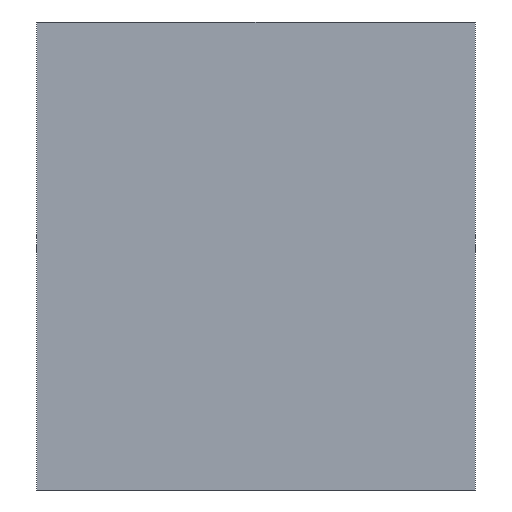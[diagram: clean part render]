
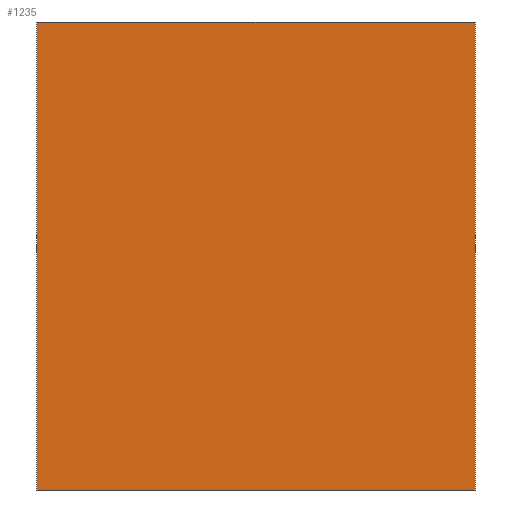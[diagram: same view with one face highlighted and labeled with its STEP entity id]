
A CAD part, front view. The second image highlights one B-rep face of the part: STEP entity #1235.
In plain terms, the highlighted planar face has unit normal (0, -1, 0).
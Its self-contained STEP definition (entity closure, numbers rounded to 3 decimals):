
#29=FACE_OUTER_BOUND('',#91,.T.);
#91=EDGE_LOOP('',(#855,#856,#857,#858));
#181=LINE('',#1752,#361);
#182=LINE('',#1755,#362);
#183=LINE('',#1757,#363);
#184=LINE('',#1758,#364);
#361=VECTOR('',#1431,10.);
#362=VECTOR('',#1434,10.);
#363=VECTOR('',#1435,10.);
#364=VECTOR('',#1436,10.);
#527=VERTEX_POINT('',#1748);
#528=VERTEX_POINT('',#1750);
#529=VERTEX_POINT('',#1754);
#530=VERTEX_POINT('',#1756);
#661=EDGE_CURVE('',#527,#528,#181,.T.);
#662=EDGE_CURVE('',#529,#527,#182,.T.);
#663=EDGE_CURVE('',#530,#528,#183,.T.);
#664=EDGE_CURVE('',#529,#530,#184,.T.);
#855=ORIENTED_EDGE('',*,*,#662,.T.);
#856=ORIENTED_EDGE('',*,*,#661,.T.);
#857=ORIENTED_EDGE('',*,*,#663,.F.);
#858=ORIENTED_EDGE('',*,*,#664,.F.);
#1173=PLANE('',#1311);
#1235=ADVANCED_FACE('',(#29),#1173,.T.);
#1311=AXIS2_PLACEMENT_3D('',#1753,#1432,#1433);
#1431=DIRECTION('',(0.,0.,1.));
#1432=DIRECTION('center_axis',(0.,-1.,0.));
#1433=DIRECTION('ref_axis',(1.,0.,0.));
#1434=DIRECTION('',(1.,0.,0.));
#1435=DIRECTION('',(1.,0.,0.));
#1436=DIRECTION('',(0.,0.,1.));
#1748=CARTESIAN_POINT('',(94.489,-3.048,0.));
#1750=CARTESIAN_POINT('',(94.489,-3.048,105.));
#1752=CARTESIAN_POINT('',(94.489,-3.048,0.));
#1753=CARTESIAN_POINT('Origin',(-4.003,-3.048,0.));
#1754=CARTESIAN_POINT('',(-4.003,-3.048,0.));
#1755=CARTESIAN_POINT('',(-4.003,-3.048,0.));
#1756=CARTESIAN_POINT('',(-4.003,-3.048,105.));
#1757=CARTESIAN_POINT('',(-4.003,-3.048,105.));
#1758=CARTESIAN_POINT('',(-4.003,-3.048,0.));
